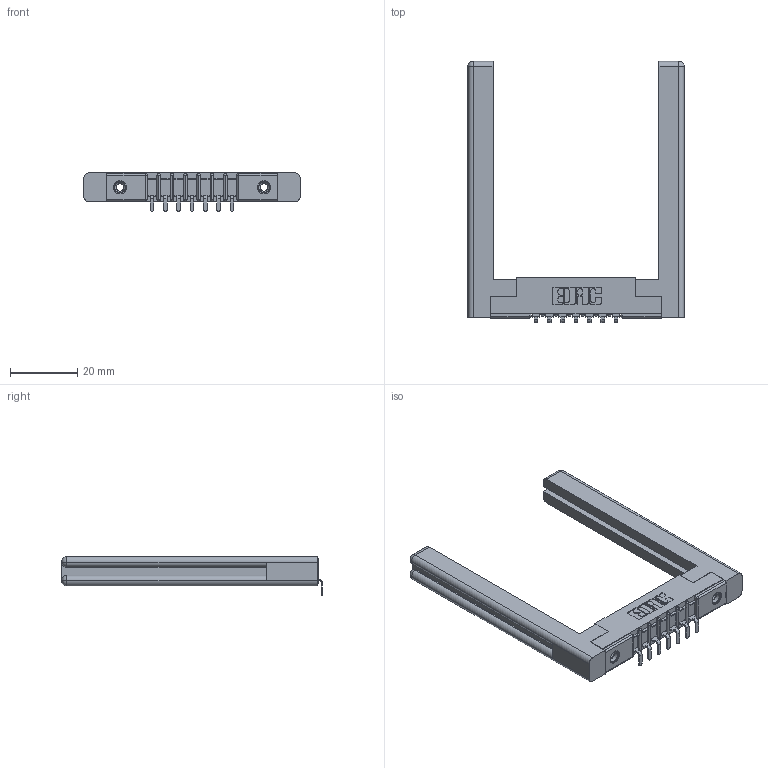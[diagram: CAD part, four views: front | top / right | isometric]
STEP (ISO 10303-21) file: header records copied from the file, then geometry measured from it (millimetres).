
FILE_DESCRIPTION (( 'STEP AP203' ), '1' );
FILE_NAME ('307-007-553-158.STEP', '2019-09-04T18:14:02', ( '' ), ( '' ), 'SwSTEP 2.0', 'SolidWorks 2016', '' );
FILE_SCHEMA (( 'CONFIG_CONTROL_DESIGN' ));
Length unit declared in the file: inch
Products named in the file (5): 307 Part_.156 Dia Mounting Holes; 307-220-058; 345-250-001_345-250-001-102; 307-290-002_553; 307-007-553-158
Assembly tree (12 placements, depth 2):
  307-007-553-158
    307 Part_.156 Dia Mounting Holes
    307-290-002_553  x7
    307-220-058  x2
    345-250-001_345-250-001-102  x2
Bounding box: 64.36 x 77.64 x 11.51 mm (x, y, z)
Volume: 11919.6 mm3; surface area: 11906.6 mm2
Topology: 12 solids, 12 shells, 814 faces, 2385 edges, 1554 vertices
Faces by surface type: plane 483, cylinder 291, sphere 16, torus 12, cone 12
Entity records: 13803 total; most frequent: CARTESIAN_POINT 2331, ORIENTED_EDGE 2260, DIRECTION 2242, EDGE_CURVE 1130, LINE 844, VECTOR 844, VERTEX_POINT 734, AXIS2_PLACEMENT_3D 699
